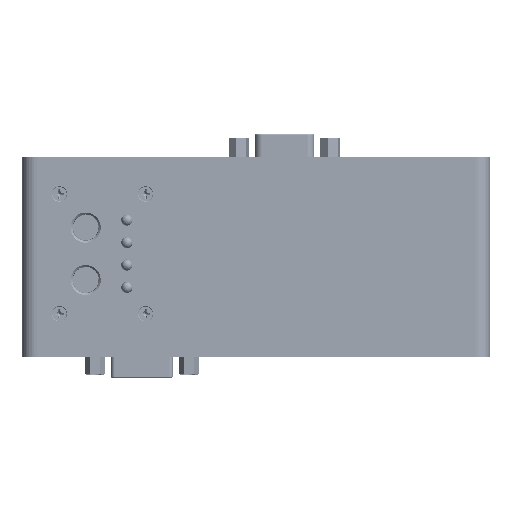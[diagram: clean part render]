
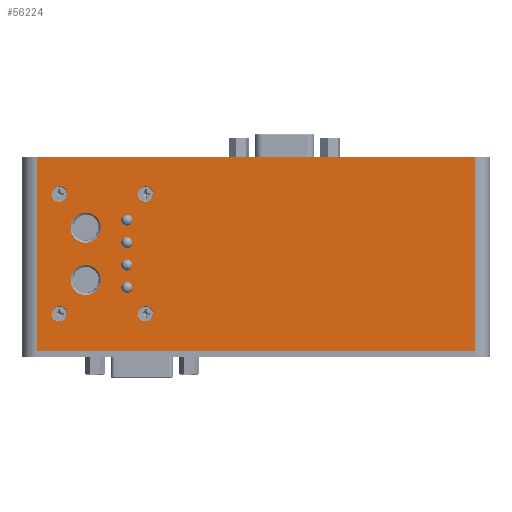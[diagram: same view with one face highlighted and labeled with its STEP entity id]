
A CAD part, top view. The second image highlights one B-rep face of the part: STEP entity #56224.
In plain terms, the highlighted planar face has unit normal (0, 0, 1).
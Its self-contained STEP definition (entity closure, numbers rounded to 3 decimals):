
#2629=FACE_BOUND('',#9935,.T.);
#2630=FACE_BOUND('',#9936,.T.);
#2631=FACE_BOUND('',#9937,.T.);
#2632=FACE_BOUND('',#9938,.T.);
#2633=FACE_BOUND('',#9939,.T.);
#2634=FACE_BOUND('',#9940,.T.);
#2635=FACE_BOUND('',#9941,.T.);
#2636=FACE_BOUND('',#9942,.T.);
#2637=FACE_BOUND('',#9943,.T.);
#2638=FACE_BOUND('',#9944,.T.);
#3571=PLANE('',#60825);
#6700=FACE_OUTER_BOUND('',#9934,.T.);
#9934=EDGE_LOOP('',(#45206,#45207,#45208,#45209));
#9935=EDGE_LOOP('',(#45210));
#9936=EDGE_LOOP('',(#45211));
#9937=EDGE_LOOP('',(#45212));
#9938=EDGE_LOOP('',(#45213,#45214));
#9939=EDGE_LOOP('',(#45215,#45216));
#9940=EDGE_LOOP('',(#45217,#45218));
#9941=EDGE_LOOP('',(#45219,#45220));
#9942=EDGE_LOOP('',(#45221));
#9943=EDGE_LOOP('',(#45222));
#9944=EDGE_LOOP('',(#45223));
#14195=LINE('',#84736,#19742);
#14318=LINE('',#85283,#19865);
#14330=LINE('',#85315,#19877);
#14331=LINE('',#85317,#19878);
#19742=VECTOR('',#69563,10.);
#19865=VECTOR('',#70130,10.);
#19877=VECTOR('',#70170,10.);
#19878=VECTOR('',#70173,10.);
#24021=CIRCLE('',#60766,4.025);
#24023=CIRCLE('',#60769,2.05);
#24024=CIRCLE('',#60770,2.05);
#24027=CIRCLE('',#60774,2.05);
#24028=CIRCLE('',#60775,2.05);
#24031=CIRCLE('',#60779,2.05);
#24032=CIRCLE('',#60780,2.05);
#24035=CIRCLE('',#60784,2.05);
#24036=CIRCLE('',#60785,2.05);
#24039=CIRCLE('',#60789,4.025);
#24040=CIRCLE('',#60791,1.5);
#24041=CIRCLE('',#60793,1.5);
#24042=CIRCLE('',#60795,1.5);
#24043=CIRCLE('',#60797,1.5);
#26807=VERTEX_POINT('',#84733);
#26808=VERTEX_POINT('',#84735);
#26982=VERTEX_POINT('',#85193);
#26985=VERTEX_POINT('',#85200);
#26986=VERTEX_POINT('',#85202);
#26989=VERTEX_POINT('',#85210);
#26990=VERTEX_POINT('',#85212);
#26993=VERTEX_POINT('',#85220);
#26994=VERTEX_POINT('',#85222);
#26997=VERTEX_POINT('',#85230);
#26998=VERTEX_POINT('',#85232);
#27000=VERTEX_POINT('',#85239);
#27001=VERTEX_POINT('',#85243);
#27002=VERTEX_POINT('',#85247);
#27003=VERTEX_POINT('',#85251);
#27004=VERTEX_POINT('',#85255);
#27006=VERTEX_POINT('',#85272);
#27009=VERTEX_POINT('',#85280);
#33328=EDGE_CURVE('',#26807,#26808,#14195,.T.);
#33554=EDGE_CURVE('',#26982,#26982,#24021,.T.);
#33557=EDGE_CURVE('',#26986,#26985,#24023,.T.);
#33558=EDGE_CURVE('',#26985,#26986,#24024,.T.);
#33562=EDGE_CURVE('',#26990,#26989,#24027,.T.);
#33563=EDGE_CURVE('',#26989,#26990,#24028,.T.);
#33567=EDGE_CURVE('',#26994,#26993,#24031,.T.);
#33568=EDGE_CURVE('',#26993,#26994,#24032,.T.);
#33572=EDGE_CURVE('',#26998,#26997,#24035,.T.);
#33573=EDGE_CURVE('',#26997,#26998,#24036,.T.);
#33577=EDGE_CURVE('',#27000,#27000,#24039,.T.);
#33578=EDGE_CURVE('',#27001,#27001,#24040,.T.);
#33580=EDGE_CURVE('',#27002,#27002,#24041,.T.);
#33582=EDGE_CURVE('',#27003,#27003,#24042,.T.);
#33584=EDGE_CURVE('',#27004,#27004,#24043,.T.);
#33597=EDGE_CURVE('',#27009,#27006,#14318,.T.);
#33614=EDGE_CURVE('',#27009,#26808,#14330,.T.);
#33615=EDGE_CURVE('',#27006,#26807,#14331,.T.);
#45206=ORIENTED_EDGE('',*,*,#33597,.F.);
#45207=ORIENTED_EDGE('',*,*,#33614,.T.);
#45208=ORIENTED_EDGE('',*,*,#33328,.F.);
#45209=ORIENTED_EDGE('',*,*,#33615,.F.);
#45210=ORIENTED_EDGE('',*,*,#33582,.F.);
#45211=ORIENTED_EDGE('',*,*,#33578,.F.);
#45212=ORIENTED_EDGE('',*,*,#33577,.F.);
#45213=ORIENTED_EDGE('',*,*,#33572,.T.);
#45214=ORIENTED_EDGE('',*,*,#33573,.T.);
#45215=ORIENTED_EDGE('',*,*,#33567,.T.);
#45216=ORIENTED_EDGE('',*,*,#33568,.T.);
#45217=ORIENTED_EDGE('',*,*,#33562,.T.);
#45218=ORIENTED_EDGE('',*,*,#33563,.T.);
#45219=ORIENTED_EDGE('',*,*,#33557,.T.);
#45220=ORIENTED_EDGE('',*,*,#33558,.T.);
#45221=ORIENTED_EDGE('',*,*,#33554,.F.);
#45222=ORIENTED_EDGE('',*,*,#33584,.F.);
#45223=ORIENTED_EDGE('',*,*,#33580,.F.);
#56224=ADVANCED_FACE('',(#6700,#2629,#2630,#2631,#2632,#2633,#2634,#2635,
#2636,#2637,#2638),#3571,.T.);
#60766=AXIS2_PLACEMENT_3D('',#85195,#70025,#70026);
#60769=AXIS2_PLACEMENT_3D('',#85203,#70032,#70033);
#60770=AXIS2_PLACEMENT_3D('',#85204,#70034,#70035);
#60774=AXIS2_PLACEMENT_3D('',#85213,#70043,#70044);
#60775=AXIS2_PLACEMENT_3D('',#85214,#70045,#70046);
#60779=AXIS2_PLACEMENT_3D('',#85223,#70054,#70055);
#60780=AXIS2_PLACEMENT_3D('',#85224,#70056,#70057);
#60784=AXIS2_PLACEMENT_3D('',#85233,#70065,#70066);
#60785=AXIS2_PLACEMENT_3D('',#85234,#70067,#70068);
#60789=AXIS2_PLACEMENT_3D('',#85241,#70076,#70077);
#60791=AXIS2_PLACEMENT_3D('',#85244,#70080,#70081);
#60793=AXIS2_PLACEMENT_3D('',#85248,#70085,#70086);
#60795=AXIS2_PLACEMENT_3D('',#85252,#70090,#70091);
#60797=AXIS2_PLACEMENT_3D('',#85256,#70095,#70096);
#60825=AXIS2_PLACEMENT_3D('',#85316,#70171,#70172);
#69563=DIRECTION('',(-1.,0.,0.));
#70025=DIRECTION('center_axis',(0.,0.,1.));
#70026=DIRECTION('ref_axis',(-1.,0.,0.));
#70032=DIRECTION('center_axis',(0.,0.,-1.));
#70033=DIRECTION('ref_axis',(1.,0.,0.));
#70034=DIRECTION('center_axis',(0.,0.,-1.));
#70035=DIRECTION('ref_axis',(1.,0.,0.));
#70043=DIRECTION('center_axis',(0.,0.,-1.));
#70044=DIRECTION('ref_axis',(1.,0.,0.));
#70045=DIRECTION('center_axis',(0.,0.,-1.));
#70046=DIRECTION('ref_axis',(1.,0.,0.));
#70054=DIRECTION('center_axis',(0.,0.,-1.));
#70055=DIRECTION('ref_axis',(1.,0.,0.));
#70056=DIRECTION('center_axis',(0.,0.,-1.));
#70057=DIRECTION('ref_axis',(1.,0.,0.));
#70065=DIRECTION('center_axis',(0.,0.,-1.));
#70066=DIRECTION('ref_axis',(1.,0.,0.));
#70067=DIRECTION('center_axis',(0.,0.,-1.));
#70068=DIRECTION('ref_axis',(1.,0.,0.));
#70076=DIRECTION('center_axis',(0.,0.,1.));
#70077=DIRECTION('ref_axis',(-1.,0.,0.));
#70080=DIRECTION('center_axis',(0.,0.,1.));
#70081=DIRECTION('ref_axis',(-1.,0.,0.));
#70085=DIRECTION('center_axis',(0.,0.,1.));
#70086=DIRECTION('ref_axis',(-1.,0.,0.));
#70090=DIRECTION('center_axis',(0.,0.,1.));
#70091=DIRECTION('ref_axis',(-1.,0.,0.));
#70095=DIRECTION('center_axis',(0.,0.,1.));
#70096=DIRECTION('ref_axis',(-1.,0.,0.));
#70130=DIRECTION('',(1.,0.,0.));
#70170=DIRECTION('',(0.,-1.,0.));
#70171=DIRECTION('center_axis',(0.,0.,1.));
#70172=DIRECTION('ref_axis',(-1.,0.,0.));
#70173=DIRECTION('',(0.,-1.,0.));
#84733=CARTESIAN_POINT('',(113.5,-50.5,23.105));
#84735=CARTESIAN_POINT('',(-3.5,-50.5,23.105));
#84736=CARTESIAN_POINT('',(86.25,-50.5,23.105));
#85193=CARTESIAN_POINT('',(13.525,-31.5,23.105));
#85195=CARTESIAN_POINT('Origin',(9.5,-31.5,23.105));
#85200=CARTESIAN_POINT('',(0.45,-40.5,23.105));
#85202=CARTESIAN_POINT('',(4.55,-40.5,23.105));
#85203=CARTESIAN_POINT('Origin',(2.5,-40.5,23.105));
#85204=CARTESIAN_POINT('Origin',(2.5,-40.5,23.105));
#85210=CARTESIAN_POINT('',(23.45,-40.5,23.105));
#85212=CARTESIAN_POINT('',(27.55,-40.5,23.105));
#85213=CARTESIAN_POINT('Origin',(25.5,-40.5,23.105));
#85214=CARTESIAN_POINT('Origin',(25.5,-40.5,23.105));
#85220=CARTESIAN_POINT('',(23.45,-8.5,23.105));
#85222=CARTESIAN_POINT('',(27.55,-8.5,23.105));
#85223=CARTESIAN_POINT('Origin',(25.5,-8.5,23.105));
#85224=CARTESIAN_POINT('Origin',(25.5,-8.5,23.105));
#85230=CARTESIAN_POINT('',(0.45,-8.5,23.105));
#85232=CARTESIAN_POINT('',(4.55,-8.5,23.105));
#85233=CARTESIAN_POINT('Origin',(2.5,-8.5,23.105));
#85234=CARTESIAN_POINT('Origin',(2.5,-8.5,23.105));
#85239=CARTESIAN_POINT('',(13.525,-17.5,23.105));
#85241=CARTESIAN_POINT('Origin',(9.5,-17.5,23.105));
#85243=CARTESIAN_POINT('',(22.,-33.5,23.105));
#85244=CARTESIAN_POINT('Origin',(20.5,-33.5,23.105));
#85247=CARTESIAN_POINT('',(22.,-15.5,23.105));
#85248=CARTESIAN_POINT('Origin',(20.5,-15.5,23.105));
#85251=CARTESIAN_POINT('',(22.,-21.5,23.105));
#85252=CARTESIAN_POINT('Origin',(20.5,-21.5,23.105));
#85255=CARTESIAN_POINT('',(22.,-27.5,23.105));
#85256=CARTESIAN_POINT('Origin',(20.5,-27.5,23.105));
#85272=CARTESIAN_POINT('',(113.5,1.3,23.105));
#85280=CARTESIAN_POINT('',(-3.5,1.3,23.105));
#85283=CARTESIAN_POINT('',(86.25,1.3,23.105));
#85315=CARTESIAN_POINT('',(-3.5,-50.,23.105));
#85316=CARTESIAN_POINT('Origin',(117.5,0.,23.105));
#85317=CARTESIAN_POINT('',(113.5,-50.,23.105));
